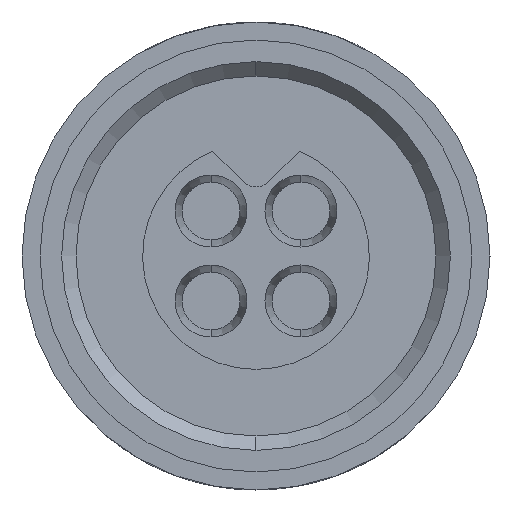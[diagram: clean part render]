
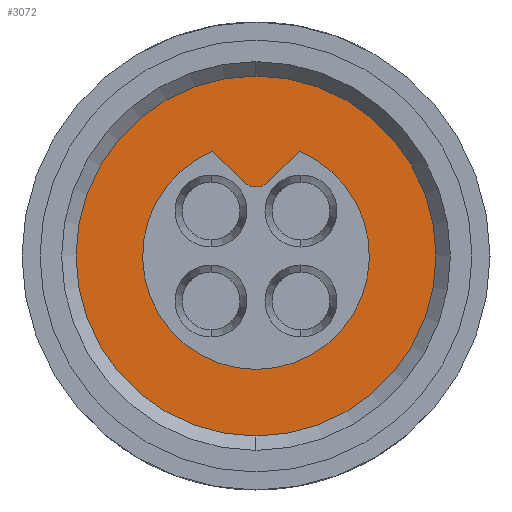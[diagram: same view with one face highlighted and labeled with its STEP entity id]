
A CAD part, left-side view. The second image highlights one B-rep face of the part: STEP entity #3072.
In plain terms, the highlighted planar face has unit normal (-1, 0, 0).
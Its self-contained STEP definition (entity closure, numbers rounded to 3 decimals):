
#171 = CIRCLE ( 'NONE', #5713, 1.575 ) ;
#292 = LINE ( 'NONE', #3734, #1730 ) ;
#313 = EDGE_CURVE ( 'NONE', #1675, #3337, #3299, .T. ) ;
#653 = EDGE_CURVE ( 'NONE', #3889, #4260, #7408, .T. ) ;
#656 = ORIENTED_EDGE ( 'NONE', *, *, #1245, .T. ) ;
#776 = EDGE_CURVE ( 'NONE', #5775, #7880, #292, .T. ) ;
#1160 = CARTESIAN_POINT ( 'NONE',  ( 4.5, 0., 0. ) ) ;
#1245 = EDGE_CURVE ( 'NONE', #4260, #5775, #171, .T. ) ;
#1557 = AXIS2_PLACEMENT_3D ( 'NONE', #4948, #5007, #6139 ) ;
#1659 = CARTESIAN_POINT ( 'NONE',  ( 4.5, 0., -2.5 ) ) ;
#1675 = VERTEX_POINT ( 'NONE', #7805 ) ;
#1730 = VECTOR ( 'NONE', #3803, 1000. ) ;
#1787 = CARTESIAN_POINT ( 'NONE',  ( 4.5, -0.177, 1.033 ) ) ;
#1867 = DIRECTION ( 'NONE',  ( 0., 0., 1. ) ) ;
#2118 = DIRECTION ( 'NONE',  ( -1., 0., 0. ) ) ;
#2490 = PLANE ( 'NONE',  #4981 ) ;
#2880 = VECTOR ( 'NONE', #7004, 1000. ) ;
#2886 = ORIENTED_EDGE ( 'NONE', *, *, #7572, .T. ) ;
#2953 = DIRECTION ( 'NONE',  ( -1., 0., 0. ) ) ;
#3072 = ADVANCED_FACE ( 'NONE', ( #7064, #3280 ), #2490, .T. ) ;
#3097 = VERTEX_POINT ( 'NONE', #1787 ) ;
#3201 = CARTESIAN_POINT ( 'NONE',  ( 4.5, 0., 1.21 ) ) ;
#3280 = FACE_BOUND ( 'NONE', #8907, .T. ) ;
#3299 = CIRCLE ( 'NONE', #1557, 2.5 ) ;
#3337 = VERTEX_POINT ( 'NONE', #1659 ) ;
#3343 = CARTESIAN_POINT ( 'NONE',  ( 4.5, 0., 0. ) ) ;
#3358 = DIRECTION ( 'NONE',  ( 1., 0., 0. ) ) ;
#3385 = DIRECTION ( 'NONE',  ( 0., 0., -1. ) ) ;
#3411 = CARTESIAN_POINT ( 'NONE',  ( 4.5, -0.6, 1.456 ) ) ;
#3509 = AXIS2_PLACEMENT_3D ( 'NONE', #3201, #8174, #3926 ) ;
#3734 = CARTESIAN_POINT ( 'NONE',  ( 4.5, 0.6, 1.456 ) ) ;
#3803 = DIRECTION ( 'NONE',  ( 0., -0.707, -0.707 ) ) ;
#3886 = VERTEX_POINT ( 'NONE', #6931 ) ;
#3889 = VERTEX_POINT ( 'NONE', #3411 ) ;
#3926 = DIRECTION ( 'NONE',  ( 0., 0., -1. ) ) ;
#3998 = ORIENTED_EDGE ( 'NONE', *, *, #313, .T. ) ;
#4209 = ORIENTED_EDGE ( 'NONE', *, *, #4773, .T. ) ;
#4260 = VERTEX_POINT ( 'NONE', #8537 ) ;
#4589 = LINE ( 'NONE', #9130, #2880 ) ;
#4773 = EDGE_CURVE ( 'NONE', #3886, #3097, #6367, .T. ) ;
#4948 = CARTESIAN_POINT ( 'NONE',  ( 4.5, 0., 0. ) ) ;
#4981 = AXIS2_PLACEMENT_3D ( 'NONE', #6769, #2118, #5217 ) ;
#5007 = DIRECTION ( 'NONE',  ( -1., 0., 0. ) ) ;
#5136 = CIRCLE ( 'NONE', #3509, 0.25 ) ;
#5217 = DIRECTION ( 'NONE',  ( 0., 0., 1. ) ) ;
#5713 = AXIS2_PLACEMENT_3D ( 'NONE', #8765, #8799, #8832 ) ;
#5775 = VERTEX_POINT ( 'NONE', #8546 ) ;
#5870 = ORIENTED_EDGE ( 'NONE', *, *, #8081, .T. ) ;
#6139 = DIRECTION ( 'NONE',  ( 0., 0., 1. ) ) ;
#6155 = DIRECTION ( 'NONE',  ( -1., 0., 0. ) ) ;
#6364 = EDGE_CURVE ( 'NONE', #3337, #1675, #6945, .T. ) ;
#6367 = CIRCLE ( 'NONE', #7485, 0.25 ) ;
#6769 = CARTESIAN_POINT ( 'NONE',  ( 4.5, 0., 0. ) ) ;
#6791 = EDGE_LOOP ( 'NONE', ( #3998, #7945 ) ) ;
#6931 = CARTESIAN_POINT ( 'NONE',  ( 4.5, 0., 0.96 ) ) ;
#6945 = CIRCLE ( 'NONE', #8531, 2.5 ) ;
#7004 = DIRECTION ( 'NONE',  ( 0., -0.707, 0.707 ) ) ;
#7019 = ORIENTED_EDGE ( 'NONE', *, *, #776, .T. ) ;
#7064 = FACE_OUTER_BOUND ( 'NONE', #6791, .T. ) ;
#7230 = CARTESIAN_POINT ( 'NONE',  ( 4.5, 0., 1.21 ) ) ;
#7279 = AXIS2_PLACEMENT_3D ( 'NONE', #3343, #3358, #3385 ) ;
#7408 = CIRCLE ( 'NONE', #7279, 1.575 ) ;
#7485 = AXIS2_PLACEMENT_3D ( 'NONE', #7230, #2953, #7941 ) ;
#7572 = EDGE_CURVE ( 'NONE', #3097, #3889, #4589, .T. ) ;
#7805 = CARTESIAN_POINT ( 'NONE',  ( 4.5, 0., 2.5 ) ) ;
#7880 = VERTEX_POINT ( 'NONE', #7942 ) ;
#7941 = DIRECTION ( 'NONE',  ( 0., 0., -1. ) ) ;
#7942 = CARTESIAN_POINT ( 'NONE',  ( 4.5, 0.177, 1.033 ) ) ;
#7945 = ORIENTED_EDGE ( 'NONE', *, *, #6364, .T. ) ;
#8081 = EDGE_CURVE ( 'NONE', #7880, #3886, #5136, .T. ) ;
#8174 = DIRECTION ( 'NONE',  ( -1., 0., 0. ) ) ;
#8531 = AXIS2_PLACEMENT_3D ( 'NONE', #1160, #6155, #1867 ) ;
#8537 = CARTESIAN_POINT ( 'NONE',  ( 4.5, 0., -1.575 ) ) ;
#8546 = CARTESIAN_POINT ( 'NONE',  ( 4.5, 0.6, 1.456 ) ) ;
#8765 = CARTESIAN_POINT ( 'NONE',  ( 4.5, 0., 0. ) ) ;
#8799 = DIRECTION ( 'NONE',  ( 1., 0., 0. ) ) ;
#8832 = DIRECTION ( 'NONE',  ( 0., 0., -1. ) ) ;
#8874 = ORIENTED_EDGE ( 'NONE', *, *, #653, .T. ) ;
#8907 = EDGE_LOOP ( 'NONE', ( #2886, #8874, #656, #7019, #5870, #4209 ) ) ;
#9130 = CARTESIAN_POINT ( 'NONE',  ( 4.5, -0.6, 1.456 ) ) ;
